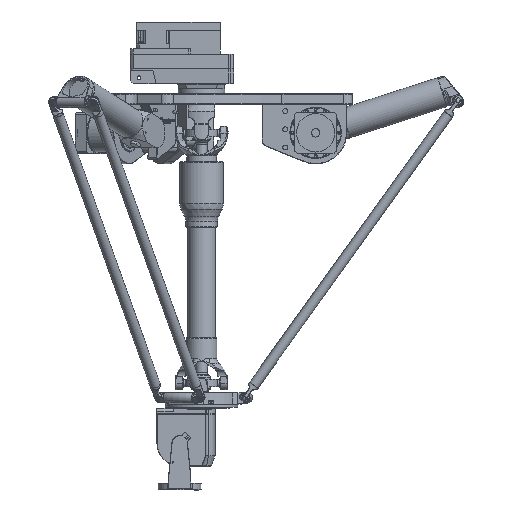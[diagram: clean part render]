
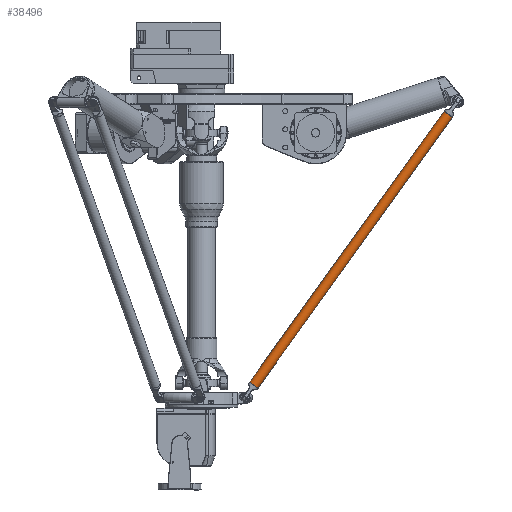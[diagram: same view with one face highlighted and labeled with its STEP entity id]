
A CAD part, front view. The second image highlights one B-rep face of the part: STEP entity #38496.
In plain terms, the highlighted cylindrical face has radius 15 mm (diameter 30 mm), a full revolution.
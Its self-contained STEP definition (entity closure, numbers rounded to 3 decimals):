
#1146=FACE_BOUND('',#9326,.T.);
#3529=CIRCLE('',#42212,15.);
#3533=CIRCLE('',#42219,15.);
#4747=CYLINDRICAL_SURFACE('',#42220,15.);
#6370=FACE_OUTER_BOUND('',#9325,.T.);
#9325=EDGE_LOOP('',(#31167));
#9326=EDGE_LOOP('',(#31168));
#18759=VERTEX_POINT('',#70301);
#18763=VERTEX_POINT('',#70312);
#23149=EDGE_CURVE('',#18759,#18759,#3529,.T.);
#23153=EDGE_CURVE('',#18763,#18763,#3533,.T.);
#31167=ORIENTED_EDGE('',*,*,#23149,.T.);
#31168=ORIENTED_EDGE('',*,*,#23153,.T.);
#38496=ADVANCED_FACE('',(#6370,#1146),#4747,.T.);
#42212=AXIS2_PLACEMENT_3D('',#70302,#50492,#50493);
#42219=AXIS2_PLACEMENT_3D('',#70313,#50506,#50507);
#42220=AXIS2_PLACEMENT_3D('',#70314,#50508,#50509);
#50492=DIRECTION('center_axis',(1.,0.,0.));
#50493=DIRECTION('ref_axis',(0.,0.,1.));
#50506=DIRECTION('center_axis',(-1.,0.,0.));
#50507=DIRECTION('ref_axis',(0.,0.,1.));
#50508=DIRECTION('center_axis',(-1.,0.,0.));
#50509=DIRECTION('ref_axis',(0.,0.,1.));
#70301=CARTESIAN_POINT('',(45.01,0.,15.));
#70302=CARTESIAN_POINT('Origin',(45.01,0.,0.));
#70312=CARTESIAN_POINT('',(1009.99,0.,15.));
#70313=CARTESIAN_POINT('Origin',(1009.99,0.,0.));
#70314=CARTESIAN_POINT('Origin',(45.,0.,0.));
